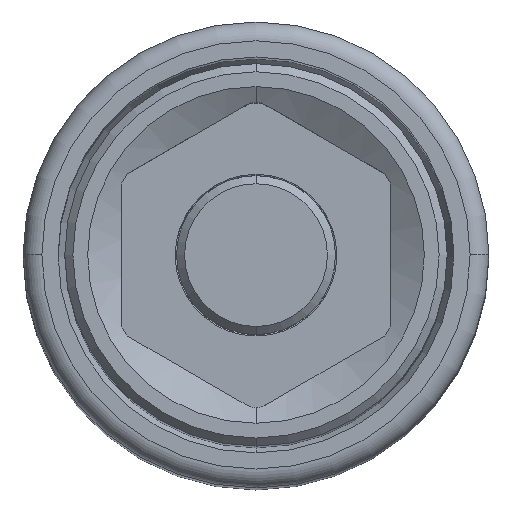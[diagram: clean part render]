
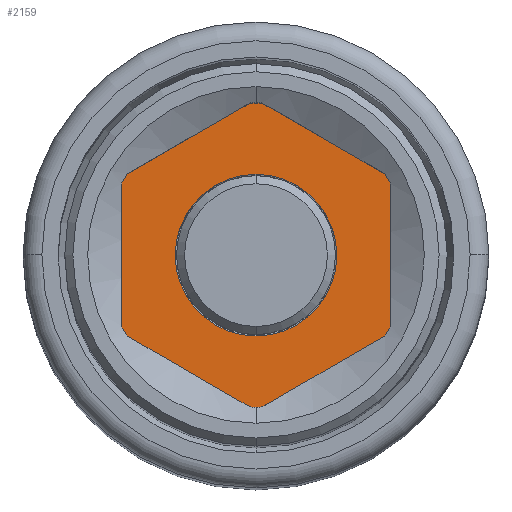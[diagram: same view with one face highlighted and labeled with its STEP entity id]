
A CAD part, top view. The second image highlights one B-rep face of the part: STEP entity #2159.
In plain terms, the highlighted planar face has unit normal (0, 0, 1).
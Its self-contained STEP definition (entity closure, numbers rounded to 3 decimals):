
#538=DIRECTION('',(0.,-1.,0.));
#539=VECTOR('',#538,5.262);
#540=CARTESIAN_POINT('',(-5.,2.631,70.));
#541=LINE('',#540,#539);
#542=CARTESIAN_POINT('',(0.,0.,70.));
#543=DIRECTION('',(0.,0.,1.));
#544=DIRECTION('',(-0.846,0.534,0.));
#545=AXIS2_PLACEMENT_3D('',#542,#543,#544);
#547=DIRECTION('',(-0.866,-0.5,0.));
#548=VECTOR('',#547,5.262);
#549=CARTESIAN_POINT('',(-0.221,5.646,70.));
#550=LINE('',#549,#548);
#551=CARTESIAN_POINT('',(0.,0.,70.));
#552=DIRECTION('',(0.,0.,1.));
#553=DIRECTION('',(0.039,0.999,0.));
#554=AXIS2_PLACEMENT_3D('',#551,#552,#553);
#556=DIRECTION('',(-0.866,0.5,0.));
#557=VECTOR('',#556,5.262);
#558=CARTESIAN_POINT('',(4.779,3.015,70.));
#559=LINE('',#558,#557);
#560=CARTESIAN_POINT('',(0.,0.,70.));
#561=DIRECTION('',(0.,0.,1.));
#562=DIRECTION('',(0.885,0.466,0.));
#563=AXIS2_PLACEMENT_3D('',#560,#561,#562);
#565=DIRECTION('',(0.,1.,0.));
#566=VECTOR('',#565,5.262);
#567=CARTESIAN_POINT('',(5.,-2.631,70.));
#568=LINE('',#567,#566);
#569=CARTESIAN_POINT('',(0.,0.,70.));
#570=DIRECTION('',(0.,0.,1.));
#571=DIRECTION('',(0.846,-0.534,0.));
#572=AXIS2_PLACEMENT_3D('',#569,#570,#571);
#574=DIRECTION('',(0.866,0.5,0.));
#575=VECTOR('',#574,5.262);
#576=CARTESIAN_POINT('',(0.221,-5.646,70.));
#577=LINE('',#576,#575);
#578=CARTESIAN_POINT('',(0.,0.,70.));
#579=DIRECTION('',(0.,0.,1.));
#580=DIRECTION('',(-0.039,-0.999,0.));
#581=AXIS2_PLACEMENT_3D('',#578,#579,#580);
#583=DIRECTION('',(0.866,-0.5,0.));
#584=VECTOR('',#583,5.262);
#585=CARTESIAN_POINT('',(-4.779,-3.015,70.));
#586=LINE('',#585,#584);
#587=CARTESIAN_POINT('',(0.,0.,70.));
#588=DIRECTION('',(0.,0.,1.));
#589=DIRECTION('',(-0.885,-0.466,0.));
#590=AXIS2_PLACEMENT_3D('',#587,#588,#589);
#592=CARTESIAN_POINT('',(0.,0.,70.));
#593=DIRECTION('',(0.,0.,1.));
#594=DIRECTION('',(-1.,0.,0.));
#595=AXIS2_PLACEMENT_3D('',#592,#593,#594);
#597=CARTESIAN_POINT('',(0.,0.,70.));
#598=DIRECTION('',(0.,0.,1.));
#599=DIRECTION('',(1.,0.,0.));
#600=AXIS2_PLACEMENT_3D('',#597,#598,#599);
#1204=CARTESIAN_POINT('',(-5.,2.631,70.));
#1205=CARTESIAN_POINT('',(-5.,-2.631,70.));
#1206=VERTEX_POINT('',#1204);
#1207=VERTEX_POINT('',#1205);
#1208=CARTESIAN_POINT('',(-4.779,-3.015,70.));
#1209=VERTEX_POINT('',#1208);
#1210=CARTESIAN_POINT('',(-0.221,-5.646,70.));
#1211=VERTEX_POINT('',#1210);
#1212=CARTESIAN_POINT('',(0.221,-5.646,70.));
#1213=VERTEX_POINT('',#1212);
#1214=CARTESIAN_POINT('',(4.779,-3.015,70.));
#1215=VERTEX_POINT('',#1214);
#1216=CARTESIAN_POINT('',(5.,-2.631,70.));
#1217=VERTEX_POINT('',#1216);
#1218=CARTESIAN_POINT('',(5.,2.631,70.));
#1219=VERTEX_POINT('',#1218);
#1220=CARTESIAN_POINT('',(4.779,3.015,70.));
#1221=VERTEX_POINT('',#1220);
#1222=CARTESIAN_POINT('',(0.221,5.646,70.));
#1223=VERTEX_POINT('',#1222);
#1224=CARTESIAN_POINT('',(-0.221,5.646,70.));
#1225=VERTEX_POINT('',#1224);
#1226=CARTESIAN_POINT('',(-4.779,3.015,70.));
#1227=VERTEX_POINT('',#1226);
#1389=CARTESIAN_POINT('',(-3.,0.,70.));
#1390=CARTESIAN_POINT('',(3.,0.,70.));
#1391=VERTEX_POINT('',#1389);
#1392=VERTEX_POINT('',#1390);
#2132=CARTESIAN_POINT('',(0.,0.,70.));
#2133=DIRECTION('',(0.,0.,1.));
#2134=DIRECTION('',(-1.,0.,0.));
#2135=AXIS2_PLACEMENT_3D('',#2132,#2133,#2134);
#2136=PLANE('',#2135);
#2137=ORIENTED_EDGE('',*,*,#2013,.F.);
#2138=ORIENTED_EDGE('',*,*,#2028,.F.);
#2139=ORIENTED_EDGE('',*,*,#2042,.F.);
#2140=ORIENTED_EDGE('',*,*,#2056,.F.);
#2141=ORIENTED_EDGE('',*,*,#2071,.F.);
#2142=ORIENTED_EDGE('',*,*,#2085,.F.);
#2143=ORIENTED_EDGE('',*,*,#2099,.F.);
#2144=ORIENTED_EDGE('',*,*,#2113,.F.);
#2145=ORIENTED_EDGE('',*,*,#2126,.F.);
#2146=ORIENTED_EDGE('',*,*,#1974,.F.);
#2148=ORIENTED_EDGE('',*,*,#2147,.F.);
#2150=ORIENTED_EDGE('',*,*,#2149,.F.);
#2151=EDGE_LOOP('',(#2137,#2138,#2139,#2140,#2141,#2142,#2143,#2144,#2145,#2146,
#2148,#2150));
#2152=FACE_OUTER_BOUND('',#2151,.F.);
#2154=ORIENTED_EDGE('',*,*,#2153,.T.);
#2156=ORIENTED_EDGE('',*,*,#2155,.T.);
#2157=EDGE_LOOP('',(#2154,#2156));
#2158=FACE_BOUND('',#2157,.F.);
#2159=ADVANCED_FACE('',(#2152,#2158),#2136,.T.);
#546=CIRCLE('',#545,5.65);
#555=CIRCLE('',#554,5.65);
#564=CIRCLE('',#563,5.65);
#573=CIRCLE('',#572,5.65);
#582=CIRCLE('',#581,5.65);
#591=CIRCLE('',#590,5.65);
#596=CIRCLE('',#595,3.);
#601=CIRCLE('',#600,3.);
#1974=EDGE_CURVE('',#1211,#1213,#582,.T.);
#2013=EDGE_CURVE('',#1206,#1207,#541,.T.);
#2028=EDGE_CURVE('',#1227,#1206,#546,.T.);
#2042=EDGE_CURVE('',#1225,#1227,#550,.T.);
#2056=EDGE_CURVE('',#1223,#1225,#555,.T.);
#2071=EDGE_CURVE('',#1221,#1223,#559,.T.);
#2085=EDGE_CURVE('',#1219,#1221,#564,.T.);
#2099=EDGE_CURVE('',#1217,#1219,#568,.T.);
#2113=EDGE_CURVE('',#1215,#1217,#573,.T.);
#2126=EDGE_CURVE('',#1213,#1215,#577,.T.);
#2147=EDGE_CURVE('',#1209,#1211,#586,.T.);
#2149=EDGE_CURVE('',#1207,#1209,#591,.T.);
#2153=EDGE_CURVE('',#1391,#1392,#596,.T.);
#2155=EDGE_CURVE('',#1392,#1391,#601,.T.);
